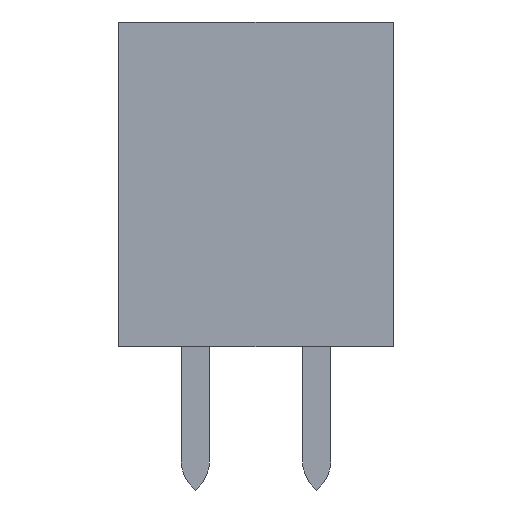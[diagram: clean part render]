
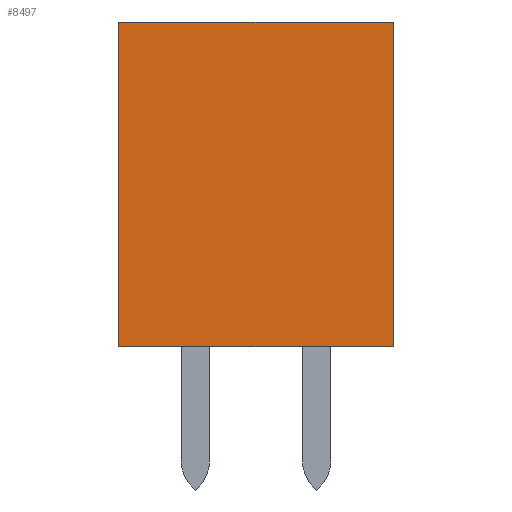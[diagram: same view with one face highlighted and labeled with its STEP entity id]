
A CAD part, front view. The second image highlights one B-rep face of the part: STEP entity #8497.
In plain terms, the highlighted face is planar.
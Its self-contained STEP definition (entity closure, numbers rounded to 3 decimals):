
#4579 = PLANE('',#4580);
#4580 = AXIS2_PLACEMENT_3D('',#4581,#4582,#4583);
#4581 = CARTESIAN_POINT('',(-1.6,-2.5,0.));
#4582 = DIRECTION('',(-1.,0.,0.));
#4583 = DIRECTION('',(0.,1.,0.));
#4632 = VERTEX_POINT('',#4633);
#4633 = CARTESIAN_POINT('',(-1.6,2.5,6.8));
#4647 = PLANE('',#4648);
#4648 = AXIS2_PLACEMENT_3D('',#4649,#4650,#4651);
#4649 = CARTESIAN_POINT('',(-1.6,2.5,6.8));
#4650 = DIRECTION('',(0.,0.,1.));
#4651 = DIRECTION('',(1.,0.,0.));
#4659 = EDGE_CURVE('',#4660,#4632,#4662,.T.);
#4660 = VERTEX_POINT('',#4661);
#4661 = CARTESIAN_POINT('',(-1.6,2.5,0.));
#4662 = SURFACE_CURVE('',#4663,(#4667,#4674),.PCURVE_S1.);
#4663 = LINE('',#4664,#4665);
#4664 = CARTESIAN_POINT('',(-1.6,2.5,0.));
#4665 = VECTOR('',#4666,1.);
#4666 = DIRECTION('',(0.,0.,1.));
#4667 = PCURVE('',#4579,#4668);
#4668 = DEFINITIONAL_REPRESENTATION('',(#4669),#4673);
#4669 = LINE('',#4670,#4671);
#4670 = CARTESIAN_POINT('',(5.,0.));
#4671 = VECTOR('',#4672,1.);
#4672 = DIRECTION('',(0.,-1.));
#4673 = ( GEOMETRIC_REPRESENTATION_CONTEXT(2) 
PARAMETRIC_REPRESENTATION_CONTEXT() REPRESENTATION_CONTEXT('2D SPACE',''
  ) );
#4674 = PCURVE('',#4675,#4680);
#4675 = PLANE('',#4676);
#4676 = AXIS2_PLACEMENT_3D('',#4677,#4678,#4679);
#4677 = CARTESIAN_POINT('',(-1.6,2.5,0.));
#4678 = DIRECTION('',(0.,1.,0.));
#4679 = DIRECTION('',(0.,0.,1.));
#4680 = DEFINITIONAL_REPRESENTATION('',(#4681),#4685);
#4681 = LINE('',#4682,#4683);
#4682 = CARTESIAN_POINT('',(0.,0.));
#4683 = VECTOR('',#4684,1.);
#4684 = DIRECTION('',(1.,0.));
#4685 = ( GEOMETRIC_REPRESENTATION_CONTEXT(2) 
PARAMETRIC_REPRESENTATION_CONTEXT() REPRESENTATION_CONTEXT('2D SPACE',''
  ) );
#4703 = PLANE('',#4704);
#4704 = AXIS2_PLACEMENT_3D('',#4705,#4706,#4707);
#4705 = CARTESIAN_POINT('',(-1.6,2.5,0.));
#4706 = DIRECTION('',(0.,0.,1.));
#4707 = DIRECTION('',(1.,0.,0.));
#4837 = PLANE('',#4838);
#4838 = AXIS2_PLACEMENT_3D('',#4839,#4840,#4841);
#4839 = CARTESIAN_POINT('',(4.14,2.5,0.));
#4840 = DIRECTION('',(1.,0.,0.));
#4841 = DIRECTION('',(0.,-1.,0.));
#4874 = VERTEX_POINT('',#4875);
#4875 = CARTESIAN_POINT('',(4.14,2.5,0.));
#4898 = EDGE_CURVE('',#4874,#4899,#4901,.T.);
#4899 = VERTEX_POINT('',#4900);
#4900 = CARTESIAN_POINT('',(4.14,2.5,6.8));
#4901 = SURFACE_CURVE('',#4902,(#4906,#4913),.PCURVE_S1.);
#4902 = LINE('',#4903,#4904);
#4903 = CARTESIAN_POINT('',(4.14,2.5,0.));
#4904 = VECTOR('',#4905,1.);
#4905 = DIRECTION('',(0.,0.,1.));
#4906 = PCURVE('',#4837,#4907);
#4907 = DEFINITIONAL_REPRESENTATION('',(#4908),#4912);
#4908 = LINE('',#4909,#4910);
#4909 = CARTESIAN_POINT('',(0.,0.));
#4910 = VECTOR('',#4911,1.);
#4911 = DIRECTION('',(0.,-1.));
#4912 = ( GEOMETRIC_REPRESENTATION_CONTEXT(2) 
PARAMETRIC_REPRESENTATION_CONTEXT() REPRESENTATION_CONTEXT('2D SPACE',''
  ) );
#4913 = PCURVE('',#4675,#4914);
#4914 = DEFINITIONAL_REPRESENTATION('',(#4915),#4919);
#4915 = LINE('',#4916,#4917);
#4916 = CARTESIAN_POINT('',(0.,5.74));
#4917 = VECTOR('',#4918,1.);
#4918 = DIRECTION('',(1.,0.));
#4919 = ( GEOMETRIC_REPRESENTATION_CONTEXT(2) 
PARAMETRIC_REPRESENTATION_CONTEXT() REPRESENTATION_CONTEXT('2D SPACE',''
  ) );
#5033 = EDGE_CURVE('',#4660,#4874,#5034,.T.);
#5034 = SURFACE_CURVE('',#5035,(#5039,#5046),.PCURVE_S1.);
#5035 = LINE('',#5036,#5037);
#5036 = CARTESIAN_POINT('',(-1.6,2.5,0.));
#5037 = VECTOR('',#5038,1.);
#5038 = DIRECTION('',(1.,0.,0.));
#5039 = PCURVE('',#4703,#5040);
#5040 = DEFINITIONAL_REPRESENTATION('',(#5041),#5045);
#5041 = LINE('',#5042,#5043);
#5042 = CARTESIAN_POINT('',(0.,0.));
#5043 = VECTOR('',#5044,1.);
#5044 = DIRECTION('',(1.,0.));
#5045 = ( GEOMETRIC_REPRESENTATION_CONTEXT(2) 
PARAMETRIC_REPRESENTATION_CONTEXT() REPRESENTATION_CONTEXT('2D SPACE',''
  ) );
#5046 = PCURVE('',#4675,#5047);
#5047 = DEFINITIONAL_REPRESENTATION('',(#5048),#5052);
#5048 = LINE('',#5049,#5050);
#5049 = CARTESIAN_POINT('',(0.,0.));
#5050 = VECTOR('',#5051,1.);
#5051 = DIRECTION('',(0.,1.));
#5052 = ( GEOMETRIC_REPRESENTATION_CONTEXT(2) 
PARAMETRIC_REPRESENTATION_CONTEXT() REPRESENTATION_CONTEXT('2D SPACE',''
  ) );
#8497 = ADVANCED_FACE('',(#8498),#4675,.T.);
#8498 = FACE_BOUND('',#8499,.T.);
#8499 = EDGE_LOOP('',(#8500,#8501,#8502,#8523));
#8500 = ORIENTED_EDGE('',*,*,#5033,.F.);
#8501 = ORIENTED_EDGE('',*,*,#4659,.T.);
#8502 = ORIENTED_EDGE('',*,*,#8503,.T.);
#8503 = EDGE_CURVE('',#4632,#4899,#8504,.T.);
#8504 = SURFACE_CURVE('',#8505,(#8509,#8516),.PCURVE_S1.);
#8505 = LINE('',#8506,#8507);
#8506 = CARTESIAN_POINT('',(-1.6,2.5,6.8));
#8507 = VECTOR('',#8508,1.);
#8508 = DIRECTION('',(1.,0.,0.));
#8509 = PCURVE('',#4675,#8510);
#8510 = DEFINITIONAL_REPRESENTATION('',(#8511),#8515);
#8511 = LINE('',#8512,#8513);
#8512 = CARTESIAN_POINT('',(6.8,0.));
#8513 = VECTOR('',#8514,1.);
#8514 = DIRECTION('',(0.,1.));
#8515 = ( GEOMETRIC_REPRESENTATION_CONTEXT(2) 
PARAMETRIC_REPRESENTATION_CONTEXT() REPRESENTATION_CONTEXT('2D SPACE',''
  ) );
#8516 = PCURVE('',#4647,#8517);
#8517 = DEFINITIONAL_REPRESENTATION('',(#8518),#8522);
#8518 = LINE('',#8519,#8520);
#8519 = CARTESIAN_POINT('',(0.,0.));
#8520 = VECTOR('',#8521,1.);
#8521 = DIRECTION('',(1.,0.));
#8522 = ( GEOMETRIC_REPRESENTATION_CONTEXT(2) 
PARAMETRIC_REPRESENTATION_CONTEXT() REPRESENTATION_CONTEXT('2D SPACE',''
  ) );
#8523 = ORIENTED_EDGE('',*,*,#4898,.F.);
